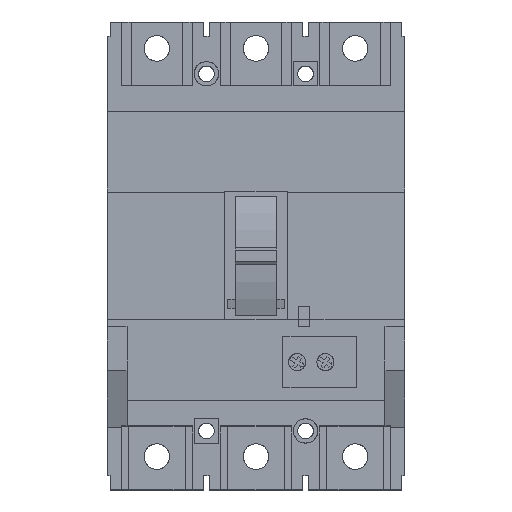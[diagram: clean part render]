
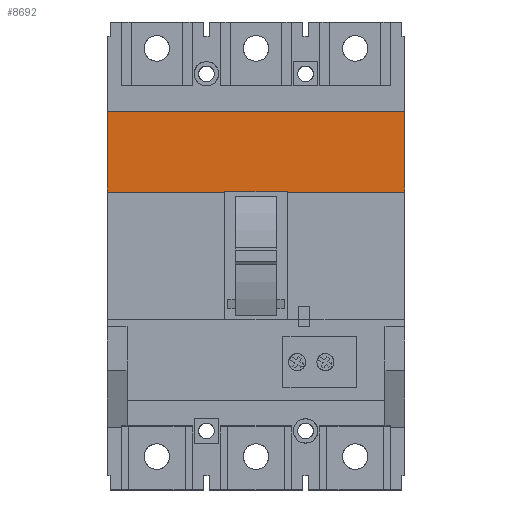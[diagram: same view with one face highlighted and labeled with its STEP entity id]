
A CAD part, top view. The second image highlights one B-rep face of the part: STEP entity #8692.
In plain terms, the highlighted free-form (B-spline) face has degree [1, 1] with [2, 2] control points.
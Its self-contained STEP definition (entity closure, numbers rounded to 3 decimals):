
#8692 = ADVANCED_FACE('',(#8693),#8707,.T.);
#8693 = FACE_BOUND('',#8694,.T.);
#8694 = EDGE_LOOP('',(#8695,#8717,#8732,#8747));
#8695 = ORIENTED_EDGE('',*,*,#8696,.T.);
#8696 = EDGE_CURVE('',#8697,#8699,#8701,.T.);
#8697 = VERTEX_POINT('',#8698);
#8698 = CARTESIAN_POINT('',(-62.353,23.993,30.)
  );
#8699 = VERTEX_POINT('',#8700);
#8700 = CARTESIAN_POINT('',(-62.353,52.493,30.)
  );
#8701 = SURFACE_CURVE('',#8702,(#8706),.PCURVE_S1.);
#8702 = LINE('',#8703,#8704);
#8703 = CARTESIAN_POINT('',(-62.353,23.993,30.)
  );
#8704 = VECTOR('',#8705,1.);
#8705 = DIRECTION('',(0.,1.,0.));
#8706 = PCURVE('',#8707,#8712);
#8707 = B_SPLINE_SURFACE_WITH_KNOTS('',1,1,(
    (#8708,#8709)
    ,(#8710,#8711
    )),.UNSPECIFIED.,.F.,.F.,.F.,(2,2),(2,2),(0.,1.),(0.,1.),
  .PIECEWISE_BEZIER_KNOTS.);
#8708 = CARTESIAN_POINT('',(42.647,23.993,30.));
#8709 = CARTESIAN_POINT('',(42.647,52.493,30.));
#8710 = CARTESIAN_POINT('',(-62.353,23.993,30.)
  );
#8711 = CARTESIAN_POINT('',(-62.353,52.493,30.)
  );
#8712 = DEFINITIONAL_REPRESENTATION('',(#8713),#8716);
#8713 = B_SPLINE_CURVE_WITH_KNOTS('',1,(#8714,#8715),.UNSPECIFIED.,.F.,
  .F.,(2,2),(0.,28.5),.PIECEWISE_BEZIER_KNOTS.);
#8714 = CARTESIAN_POINT('',(1.,0.));
#8715 = CARTESIAN_POINT('',(1.,1.));
#8716 = ( GEOMETRIC_REPRESENTATION_CONTEXT(2) 
PARAMETRIC_REPRESENTATION_CONTEXT() REPRESENTATION_CONTEXT('2D SPACE',''
  ) );
#8717 = ORIENTED_EDGE('',*,*,#8718,.T.);
#8718 = EDGE_CURVE('',#8699,#8719,#8721,.T.);
#8719 = VERTEX_POINT('',#8720);
#8720 = CARTESIAN_POINT('',(42.647,52.493,30.));
#8721 = SURFACE_CURVE('',#8722,(#8726),.PCURVE_S1.);
#8722 = LINE('',#8723,#8724);
#8723 = CARTESIAN_POINT('',(-62.353,52.493,30.)
  );
#8724 = VECTOR('',#8725,1.);
#8725 = DIRECTION('',(1.,0.,0.));
#8726 = PCURVE('',#8707,#8727);
#8727 = DEFINITIONAL_REPRESENTATION('',(#8728),#8731);
#8728 = B_SPLINE_CURVE_WITH_KNOTS('',1,(#8729,#8730),.UNSPECIFIED.,.F.,
  .F.,(2,2),(0.,105.),.PIECEWISE_BEZIER_KNOTS.);
#8729 = CARTESIAN_POINT('',(1.,1.));
#8730 = CARTESIAN_POINT('',(0.,1.));
#8731 = ( GEOMETRIC_REPRESENTATION_CONTEXT(2) 
PARAMETRIC_REPRESENTATION_CONTEXT() REPRESENTATION_CONTEXT('2D SPACE',''
  ) );
#8732 = ORIENTED_EDGE('',*,*,#8733,.T.);
#8733 = EDGE_CURVE('',#8719,#8734,#8736,.T.);
#8734 = VERTEX_POINT('',#8735);
#8735 = CARTESIAN_POINT('',(42.647,23.993,30.));
#8736 = SURFACE_CURVE('',#8737,(#8741),.PCURVE_S1.);
#8737 = LINE('',#8738,#8739);
#8738 = CARTESIAN_POINT('',(42.647,52.493,30.));
#8739 = VECTOR('',#8740,1.);
#8740 = DIRECTION('',(0.,-1.,0.));
#8741 = PCURVE('',#8707,#8742);
#8742 = DEFINITIONAL_REPRESENTATION('',(#8743),#8746);
#8743 = B_SPLINE_CURVE_WITH_KNOTS('',1,(#8744,#8745),.UNSPECIFIED.,.F.,
  .F.,(2,2),(0.,28.5),.PIECEWISE_BEZIER_KNOTS.);
#8744 = CARTESIAN_POINT('',(0.,1.));
#8745 = CARTESIAN_POINT('',(0.,0.));
#8746 = ( GEOMETRIC_REPRESENTATION_CONTEXT(2) 
PARAMETRIC_REPRESENTATION_CONTEXT() REPRESENTATION_CONTEXT('2D SPACE',''
  ) );
#8747 = ORIENTED_EDGE('',*,*,#8748,.T.);
#8748 = EDGE_CURVE('',#8734,#8697,#8749,.T.);
#8749 = SURFACE_CURVE('',#8750,(#8754),.PCURVE_S1.);
#8750 = LINE('',#8751,#8752);
#8751 = CARTESIAN_POINT('',(42.647,23.993,30.));
#8752 = VECTOR('',#8753,1.);
#8753 = DIRECTION('',(-1.,0.,0.));
#8754 = PCURVE('',#8707,#8755);
#8755 = DEFINITIONAL_REPRESENTATION('',(#8756),#8759);
#8756 = B_SPLINE_CURVE_WITH_KNOTS('',1,(#8757,#8758),.UNSPECIFIED.,.F.,
  .F.,(2,2),(0.,105.),.PIECEWISE_BEZIER_KNOTS.);
#8757 = CARTESIAN_POINT('',(0.,0.));
#8758 = CARTESIAN_POINT('',(1.,0.));
#8759 = ( GEOMETRIC_REPRESENTATION_CONTEXT(2) 
PARAMETRIC_REPRESENTATION_CONTEXT() REPRESENTATION_CONTEXT('2D SPACE',''
  ) );
